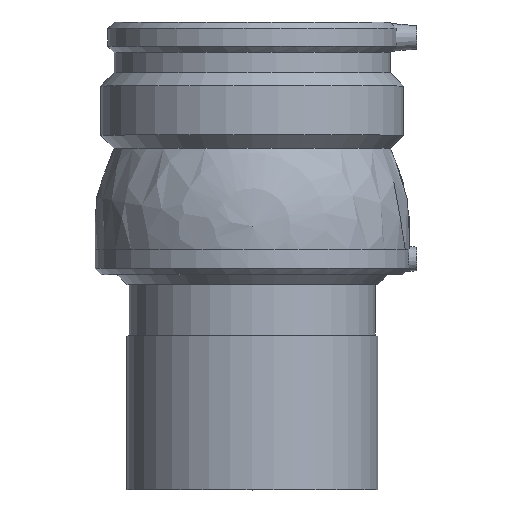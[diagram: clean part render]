
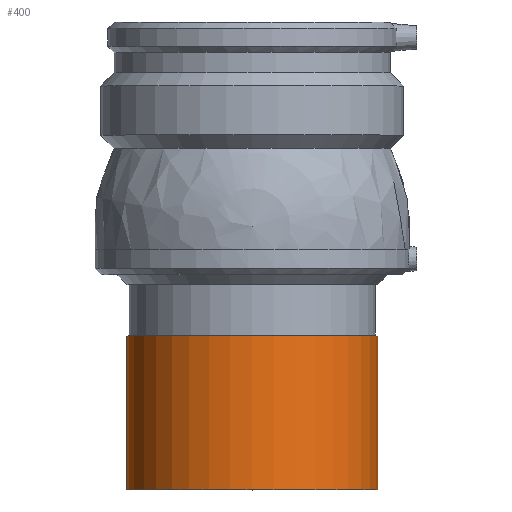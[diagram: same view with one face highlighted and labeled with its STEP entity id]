
A CAD part, top view. The second image highlights one B-rep face of the part: STEP entity #400.
In plain terms, the highlighted cylindrical face has radius 80 mm (diameter 160 mm), a full revolution.
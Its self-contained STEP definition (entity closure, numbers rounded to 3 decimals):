
#49=FACE_BOUND('',#145,.T.);
#70=CYLINDRICAL_SURFACE('',#455,80.);
#94=FACE_OUTER_BOUND('',#144,.T.);
#144=EDGE_LOOP('',(#329));
#145=EDGE_LOOP('',(#330));
#195=CIRCLE('',#454,80.);
#196=CIRCLE('',#456,80.);
#234=VERTEX_POINT('',#786);
#235=VERTEX_POINT('',#789);
#273=EDGE_CURVE('',#234,#234,#195,.T.);
#274=EDGE_CURVE('',#235,#235,#196,.T.);
#329=ORIENTED_EDGE('',*,*,#273,.T.);
#330=ORIENTED_EDGE('',*,*,#274,.F.);
#400=ADVANCED_FACE('',(#94,#49),#70,.T.);
#454=AXIS2_PLACEMENT_3D('',#787,#558,#559);
#455=AXIS2_PLACEMENT_3D('',#788,#560,#561);
#456=AXIS2_PLACEMENT_3D('',#790,#562,#563);
#558=DIRECTION('center_axis',(0.,1.,0.));
#559=DIRECTION('ref_axis',(1.,0.,0.));
#560=DIRECTION('center_axis',(0.,1.,0.));
#561=DIRECTION('ref_axis',(-1.,0.,0.));
#562=DIRECTION('center_axis',(0.,1.,0.));
#563=DIRECTION('ref_axis',(1.,0.,0.));
#786=CARTESIAN_POINT('',(-80.,-137.08,0.));
#787=CARTESIAN_POINT('Origin',(0.,-137.08,0.));
#788=CARTESIAN_POINT('Origin',(0.,-88.08,0.));
#789=CARTESIAN_POINT('',(-80.,-39.08,0.));
#790=CARTESIAN_POINT('Origin',(0.,-39.08,0.));
